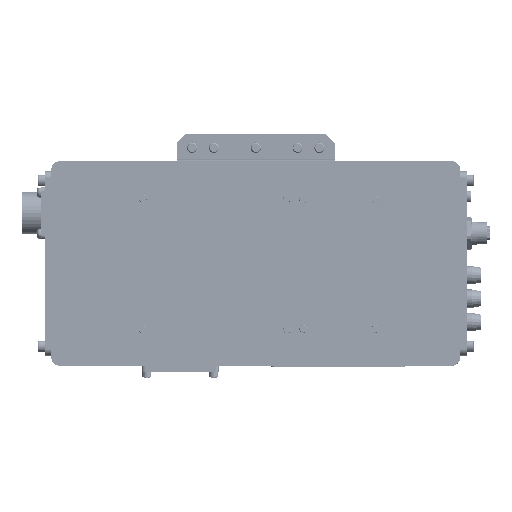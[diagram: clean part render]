
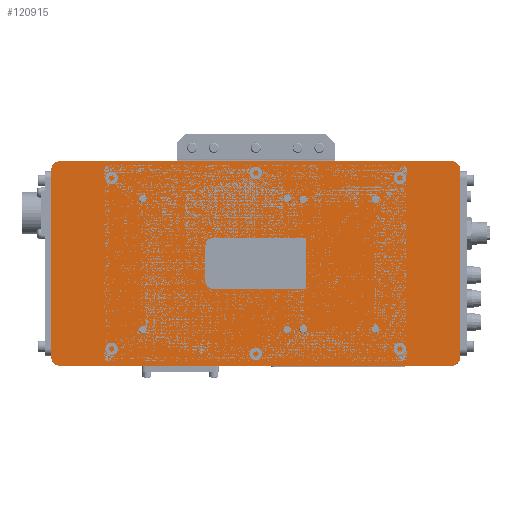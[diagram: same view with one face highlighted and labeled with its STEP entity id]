
A CAD part, top view. The second image highlights one B-rep face of the part: STEP entity #120915.
In plain terms, the highlighted planar face has unit normal (0, 0, 1).
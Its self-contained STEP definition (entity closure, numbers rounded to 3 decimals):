
#2123 = EDGE_CURVE ( 'NONE', #80767, #215738, #339212, .T. ) ;
#10189 = FACE_OUTER_BOUND ( 'NONE', #222638, .T. ) ;
#10509 = CIRCLE ( 'NONE', #101472, 5. ) ;
#12954 = CARTESIAN_POINT ( 'NONE',  ( 117., -13., 50. ) ) ;
#32012 = CARTESIAN_POINT ( 'NONE',  ( 117., -8., 50. ) ) ;
#42018 = DIRECTION ( 'NONE',  ( -1., 0., 0. ) ) ;
#44687 = CIRCLE ( 'NONE', #312752, 5. ) ;
#50118 = EDGE_CURVE ( 'NONE', #215738, #240300, #148453, .T. ) ;
#63471 = LINE ( 'NONE', #172148, #264781 ) ;
#66048 = CARTESIAN_POINT ( 'NONE',  ( 122., -13., 50. ) ) ;
#71892 = DIRECTION ( 'NONE',  ( -1., 0., 0. ) ) ;
#71985 = ORIENTED_EDGE ( 'NONE', *, *, #160592, .T. ) ;
#79472 = EDGE_CURVE ( 'NONE', #94940, #179868, #148057, .T. ) ;
#80767 = VERTEX_POINT ( 'NONE', #270125 ) ;
#82203 = VECTOR ( 'NONE', #258592, 1000. ) ;
#94940 = VERTEX_POINT ( 'NONE', #296252 ) ;
#97335 = ORIENTED_EDGE ( 'NONE', *, *, #50118, .T. ) ;
#101472 = AXIS2_PLACEMENT_3D ( 'NONE', #311935, #285092, #227928 ) ;
#115527 = PLANE ( 'NONE',  #241014 ) ;
#120915 = ADVANCED_FACE ( 'NONE', ( #10189 ), #115527, .F. ) ;
#124833 = EDGE_CURVE ( 'NONE', #266845, #129568, #144649, .T. ) ;
#129568 = VERTEX_POINT ( 'NONE', #195400 ) ;
#130157 = EDGE_CURVE ( 'NONE', #200274, #266845, #44687, .T. ) ;
#133232 = VECTOR ( 'NONE', #256955, 1000. ) ;
#140468 = CARTESIAN_POINT ( 'NONE',  ( -122., -13., 50. ) ) ;
#144649 = LINE ( 'NONE', #200035, #190956 ) ;
#147296 = CARTESIAN_POINT ( 'NONE',  ( -117., -8., 50. ) ) ;
#147392 = DIRECTION ( 'NONE',  ( -1., 0., 0. ) ) ;
#148057 = LINE ( 'NONE', #171305, #133232 ) ;
#148453 = CIRCLE ( 'NONE', #325507, 5. ) ;
#149880 = AXIS2_PLACEMENT_3D ( 'NONE', #232405, #341545, #71892 ) ;
#160592 = EDGE_CURVE ( 'NONE', #129568, #94940, #332556, .T. ) ;
#162775 = EDGE_CURVE ( 'NONE', #240300, #200274, #63471, .T. ) ;
#163593 = CARTESIAN_POINT ( 'NONE',  ( 122., -13., 50. ) ) ;
#168372 = CARTESIAN_POINT ( 'NONE',  ( -117., -13., 50. ) ) ;
#171305 = CARTESIAN_POINT ( 'NONE',  ( 117., -130., 50. ) ) ;
#172148 = CARTESIAN_POINT ( 'NONE',  ( 47., -8., 50. ) ) ;
#179868 = VERTEX_POINT ( 'NONE', #342592 ) ;
#186069 = ORIENTED_EDGE ( 'NONE', *, *, #2123, .T. ) ;
#189297 = EDGE_CURVE ( 'NONE', #179868, #80767, #10509, .T. ) ;
#189913 = DIRECTION ( 'NONE',  ( -1., 0., 0. ) ) ;
#190956 = VECTOR ( 'NONE', #309031, 1000. ) ;
#195400 = CARTESIAN_POINT ( 'NONE',  ( -122., -125., 50. ) ) ;
#196017 = ORIENTED_EDGE ( 'NONE', *, *, #162775, .T. ) ;
#200035 = CARTESIAN_POINT ( 'NONE',  ( -122., -125., 50. ) ) ;
#200274 = VERTEX_POINT ( 'NONE', #147296 ) ;
#215738 = VERTEX_POINT ( 'NONE', #163593 ) ;
#222638 = EDGE_LOOP ( 'NONE', ( #196017, #324287, #246459, #71985, #229323, #280013, #186069, #97335 ) ) ;
#227928 = DIRECTION ( 'NONE',  ( -1., 0., 0. ) ) ;
#229323 = ORIENTED_EDGE ( 'NONE', *, *, #79472, .T. ) ;
#229568 = CARTESIAN_POINT ( 'NONE',  ( 117., -125., 50. ) ) ;
#232405 = CARTESIAN_POINT ( 'NONE',  ( -117., -125., 50. ) ) ;
#240300 = VERTEX_POINT ( 'NONE', #32012 ) ;
#241014 = AXIS2_PLACEMENT_3D ( 'NONE', #229568, #283192, #147392 ) ;
#246459 = ORIENTED_EDGE ( 'NONE', *, *, #124833, .T. ) ;
#256955 = DIRECTION ( 'NONE',  ( 1., 0., 0. ) ) ;
#258592 = DIRECTION ( 'NONE',  ( 0., 1., 0. ) ) ;
#264781 = VECTOR ( 'NONE', #42018, 1000. ) ;
#266845 = VERTEX_POINT ( 'NONE', #140468 ) ;
#270125 = CARTESIAN_POINT ( 'NONE',  ( 122., -125., 50. ) ) ;
#280013 = ORIENTED_EDGE ( 'NONE', *, *, #189297, .T. ) ;
#283192 = DIRECTION ( 'NONE',  ( 0., 0., -1. ) ) ;
#285092 = DIRECTION ( 'NONE',  ( 0., 0., 1. ) ) ;
#285983 = DIRECTION ( 'NONE',  ( 0., 0., 1. ) ) ;
#296252 = CARTESIAN_POINT ( 'NONE',  ( -117., -130., 50. ) ) ;
#305970 = DIRECTION ( 'NONE',  ( 0., 0., 1. ) ) ;
#309031 = DIRECTION ( 'NONE',  ( 0., -1., 0. ) ) ;
#311068 = DIRECTION ( 'NONE',  ( -1., 0., 0. ) ) ;
#311935 = CARTESIAN_POINT ( 'NONE',  ( 117., -125., 50. ) ) ;
#312752 = AXIS2_PLACEMENT_3D ( 'NONE', #168372, #305970, #189913 ) ;
#324287 = ORIENTED_EDGE ( 'NONE', *, *, #130157, .T. ) ;
#325507 = AXIS2_PLACEMENT_3D ( 'NONE', #12954, #285983, #311068 ) ;
#332556 = CIRCLE ( 'NONE', #149880, 5. ) ;
#339212 = LINE ( 'NONE', #66048, #82203 ) ;
#341545 = DIRECTION ( 'NONE',  ( 0., 0., 1. ) ) ;
#342592 = CARTESIAN_POINT ( 'NONE',  ( 117., -130., 50. ) ) ;
